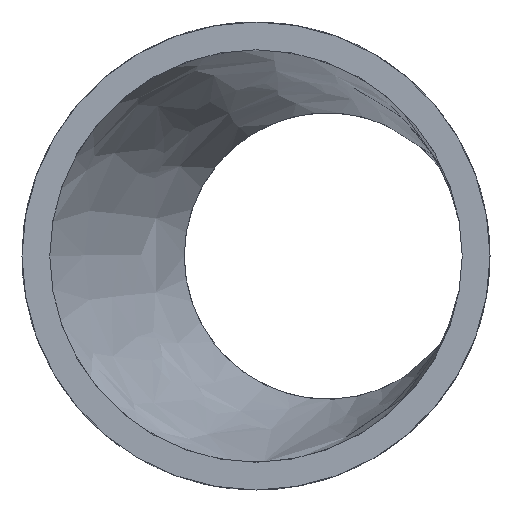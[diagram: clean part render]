
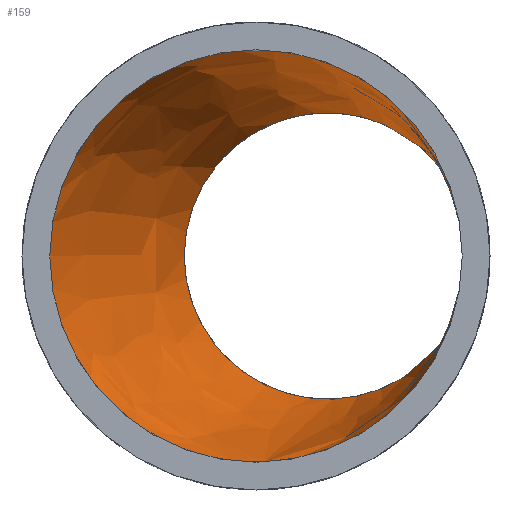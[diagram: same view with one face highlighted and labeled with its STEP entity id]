
A CAD part, left-side view. The second image highlights one B-rep face of the part: STEP entity #159.
In plain terms, the highlighted free-form (B-spline) face has degree [1, 2] with [2, 9] control points.
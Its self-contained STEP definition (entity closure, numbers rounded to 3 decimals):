
#31=CIRCLE('',#187,79.3);
#32=CIRCLE('',#188,79.3);
#33=CIRCLE('',#189,55.1);
#34=CIRCLE('',#190,55.1);
#35=CIRCLE('',#191,55.1);
#36=CIRCLE('',#192,55.1);
#37=CIRCLE('',#193,79.3);
#38=CIRCLE('',#194,79.3);
#45=(
BOUNDED_SURFACE()
B_SPLINE_SURFACE(1,2,((#566,#567,#568,#569,#570,#571,#572,#573,#574),(#575,
#576,#577,#578,#579,#580,#581,#582,#583)),.UNSPECIFIED.,.F.,.T.,.F.)
B_SPLINE_SURFACE_WITH_KNOTS((2,2),(3,2,2,2,3),(-0.21,1.803),
(-3.142,-1.571,0.,1.571,3.142),
 .UNSPECIFIED.)
GEOMETRIC_REPRESENTATION_ITEM()
RATIONAL_B_SPLINE_SURFACE(((1.,0.707,1.,0.707,1.,
0.707,1.,0.707,1.),(1.,0.707,1.,0.707,
1.,0.707,1.,0.707,1.)))
REPRESENTATION_ITEM('')
SURFACE()
);
#48=FACE_OUTER_BOUND('',#57,.T.);
#57=EDGE_LOOP('',(#114,#115,#116,#117,#118,#119,#120,#121,#122,#123));
#70=B_SPLINE_CURVE_WITH_KNOTS('',1,(#590,#591),.UNSPECIFIED.,.F.,.F.,(2,
2),(0.008,1.659),.UNSPECIFIED.);
#74=VERTEX_POINT('',#584);
#75=VERTEX_POINT('',#585);
#76=VERTEX_POINT('',#587);
#77=VERTEX_POINT('',#589);
#78=VERTEX_POINT('',#592);
#79=VERTEX_POINT('',#594);
#80=VERTEX_POINT('',#596);
#81=VERTEX_POINT('',#599);
#91=EDGE_CURVE('',#74,#75,#31,.T.);
#92=EDGE_CURVE('',#75,#76,#32,.T.);
#93=EDGE_CURVE('',#76,#77,#70,.T.);
#94=EDGE_CURVE('',#77,#78,#33,.T.);
#95=EDGE_CURVE('',#78,#79,#34,.T.);
#96=EDGE_CURVE('',#79,#80,#35,.T.);
#97=EDGE_CURVE('',#80,#77,#36,.T.);
#98=EDGE_CURVE('',#76,#81,#37,.T.);
#99=EDGE_CURVE('',#81,#74,#38,.T.);
#114=ORIENTED_EDGE('',*,*,#91,.T.);
#115=ORIENTED_EDGE('',*,*,#92,.T.);
#116=ORIENTED_EDGE('',*,*,#93,.T.);
#117=ORIENTED_EDGE('',*,*,#94,.T.);
#118=ORIENTED_EDGE('',*,*,#95,.T.);
#119=ORIENTED_EDGE('',*,*,#96,.T.);
#120=ORIENTED_EDGE('',*,*,#97,.T.);
#121=ORIENTED_EDGE('',*,*,#93,.F.);
#122=ORIENTED_EDGE('',*,*,#98,.T.);
#123=ORIENTED_EDGE('',*,*,#99,.T.);
#159=ADVANCED_FACE('',(#48),#45,.T.);
#187=AXIS2_PLACEMENT_3D('',#586,#209,#210);
#188=AXIS2_PLACEMENT_3D('',#588,#211,#212);
#189=AXIS2_PLACEMENT_3D('',#593,#213,#214);
#190=AXIS2_PLACEMENT_3D('',#595,#215,#216);
#191=AXIS2_PLACEMENT_3D('',#597,#217,#218);
#192=AXIS2_PLACEMENT_3D('',#598,#219,#220);
#193=AXIS2_PLACEMENT_3D('',#600,#221,#222);
#194=AXIS2_PLACEMENT_3D('',#601,#223,#224);
#209=DIRECTION('center_axis',(-1.,0.,0.));
#210=DIRECTION('ref_axis',(0.,-1.,0.));
#211=DIRECTION('center_axis',(-1.,0.,0.));
#212=DIRECTION('ref_axis',(0.,-1.,0.));
#213=DIRECTION('center_axis',(1.,0.,0.));
#214=DIRECTION('ref_axis',(0.,-1.,0.));
#215=DIRECTION('center_axis',(1.,0.,0.));
#216=DIRECTION('ref_axis',(0.,-1.,0.));
#217=DIRECTION('center_axis',(1.,0.,0.));
#218=DIRECTION('ref_axis',(0.,-1.,0.));
#219=DIRECTION('center_axis',(1.,0.,0.));
#220=DIRECTION('ref_axis',(0.,-1.,0.));
#221=DIRECTION('center_axis',(-1.,0.,0.));
#222=DIRECTION('ref_axis',(0.,-1.,0.));
#223=DIRECTION('center_axis',(-1.,0.,0.));
#224=DIRECTION('ref_axis',(0.,-1.,0.));
#566=CARTESIAN_POINT('Ctrl Pts',(117.874,27.935,-82.431));
#567=CARTESIAN_POINT('Ctrl Pts',(134.5,106.8,-82.431));
#568=CARTESIAN_POINT('Ctrl Pts',(134.5,106.8,0.));
#569=CARTESIAN_POINT('Ctrl Pts',(134.5,106.8,82.431));
#570=CARTESIAN_POINT('Ctrl Pts',(117.874,27.935,82.431));
#571=CARTESIAN_POINT('Ctrl Pts',(101.248,-50.929,82.431));
#572=CARTESIAN_POINT('Ctrl Pts',(101.248,-50.929,0.));
#573=CARTESIAN_POINT('Ctrl Pts',(101.248,-50.929,-82.431));
#574=CARTESIAN_POINT('Ctrl Pts',(117.874,27.935,-82.431));
#575=CARTESIAN_POINT('Ctrl Pts',(271.493,-4.45,-52.949));
#576=CARTESIAN_POINT('Ctrl Pts',(282.173,46.207,-52.949));
#577=CARTESIAN_POINT('Ctrl Pts',(282.173,46.207,0.));
#578=CARTESIAN_POINT('Ctrl Pts',(282.173,46.207,52.949));
#579=CARTESIAN_POINT('Ctrl Pts',(271.493,-4.45,52.949));
#580=CARTESIAN_POINT('Ctrl Pts',(260.814,-55.108,52.949));
#581=CARTESIAN_POINT('Ctrl Pts',(260.814,-55.108,0.));
#582=CARTESIAN_POINT('Ctrl Pts',(260.814,-55.108,-52.949));
#583=CARTESIAN_POINT('Ctrl Pts',(271.493,-4.45,-52.949));
#584=CARTESIAN_POINT('',(134.5,-42.284,37.665));
#585=CARTESIAN_POINT('',(134.5,106.8,0.));
#586=CARTESIAN_POINT('Origin',(134.5,27.5,0.));
#587=CARTESIAN_POINT('',(134.5,24.43,-79.241));
#588=CARTESIAN_POINT('Origin',(134.5,27.5,0.));
#589=CARTESIAN_POINT('',(260.5,-2.133,-55.059));
#590=CARTESIAN_POINT('Ctrl Pts',(134.5,24.43,-79.241));
#591=CARTESIAN_POINT('Ctrl Pts',(260.5,-2.133,-55.059));
#592=CARTESIAN_POINT('',(260.5,55.1,0.));
#593=CARTESIAN_POINT('Origin',(260.5,0.,0.));
#594=CARTESIAN_POINT('',(260.5,-48.488,26.171));
#595=CARTESIAN_POINT('Origin',(260.5,0.,0.));
#596=CARTESIAN_POINT('',(260.5,-48.488,-26.171));
#597=CARTESIAN_POINT('Origin',(260.5,0.,0.));
#598=CARTESIAN_POINT('Origin',(260.5,0.,0.));
#599=CARTESIAN_POINT('',(134.5,-42.284,-37.665));
#600=CARTESIAN_POINT('Origin',(134.5,27.5,0.));
#601=CARTESIAN_POINT('Origin',(134.5,27.5,0.));
